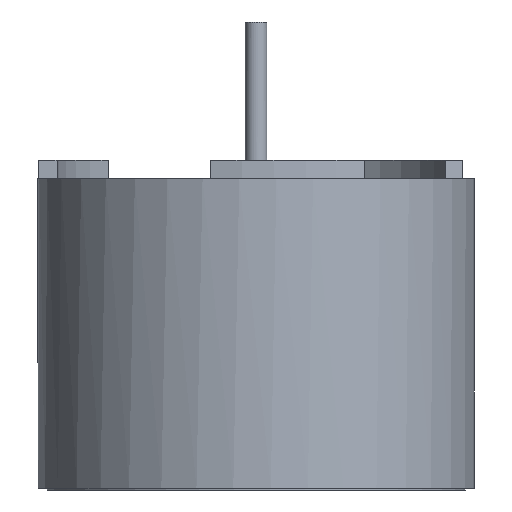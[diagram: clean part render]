
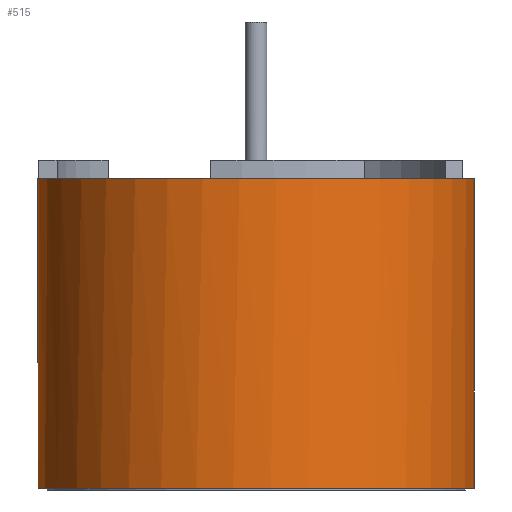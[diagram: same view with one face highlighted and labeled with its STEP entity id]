
A CAD part, left-side view. The second image highlights one B-rep face of the part: STEP entity #515.
In plain terms, the highlighted cylindrical face has radius 6 mm (diameter 12 mm), a full revolution.
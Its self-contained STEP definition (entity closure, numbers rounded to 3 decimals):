
#20=CYLINDRICAL_SURFACE('',#563,6.);
#37=FACE_BOUND('',#85,.T.);
#46=FACE_OUTER_BOUND('',#84,.T.);
#84=EDGE_LOOP('',(#346));
#85=EDGE_LOOP('',(#347,#348));
#123=CIRCLE('',#552,6.);
#125=CIRCLE('',#555,6.);
#133=CIRCLE('',#564,6.);
#218=VERTEX_POINT('',#767);
#219=VERTEX_POINT('',#769);
#221=VERTEX_POINT('',#775);
#264=EDGE_CURVE('',#218,#219,#123,.T.);
#267=EDGE_CURVE('',#221,#221,#125,.T.);
#281=EDGE_CURVE('',#219,#218,#133,.T.);
#346=ORIENTED_EDGE('',*,*,#267,.T.);
#347=ORIENTED_EDGE('',*,*,#281,.F.);
#348=ORIENTED_EDGE('',*,*,#264,.F.);
#515=ADVANCED_FACE('',(#46,#37),#20,.T.);
#552=AXIS2_PLACEMENT_3D('',#770,#615,#616);
#555=AXIS2_PLACEMENT_3D('',#776,#622,#623);
#563=AXIS2_PLACEMENT_3D('',#803,#644,#645);
#564=AXIS2_PLACEMENT_3D('',#804,#646,#647);
#615=DIRECTION('center_axis',(0.,0.,-1.));
#616=DIRECTION('ref_axis',(-1.,0.,0.));
#622=DIRECTION('center_axis',(0.,0.,-1.));
#623=DIRECTION('ref_axis',(-1.,0.,0.));
#644=DIRECTION('center_axis',(0.,0.,1.));
#645=DIRECTION('ref_axis',(-1.,0.,0.));
#646=DIRECTION('center_axis',(0.,0.,-1.));
#647=DIRECTION('ref_axis',(-1.,0.,0.));
#767=CARTESIAN_POINT('',(5.282,-2.847,0.));
#769=CARTESIAN_POINT('',(5.382,2.653,0.));
#770=CARTESIAN_POINT('Origin',(0.,0.,0.));
#775=CARTESIAN_POINT('',(6.,0.,8.5));
#776=CARTESIAN_POINT('Origin',(0.,0.,8.5));
#803=CARTESIAN_POINT('Origin',(0.,0.,0.));
#804=CARTESIAN_POINT('Origin',(0.,0.,0.));
